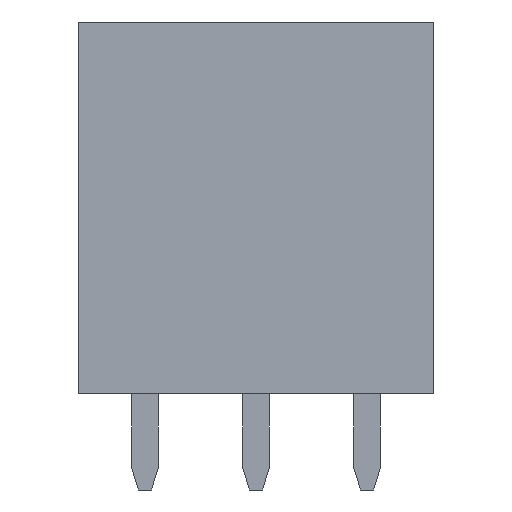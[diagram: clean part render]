
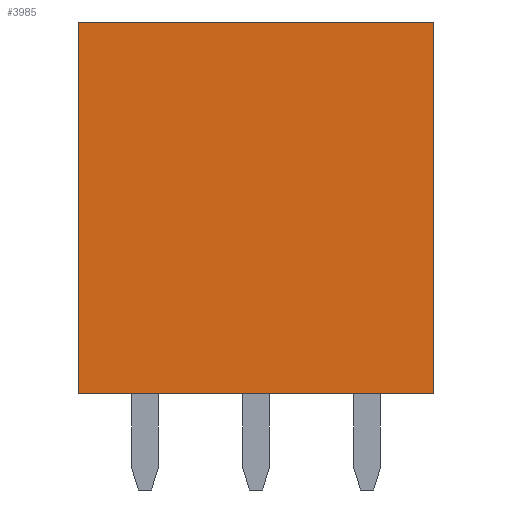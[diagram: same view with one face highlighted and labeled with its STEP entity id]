
A CAD part, front view. The second image highlights one B-rep face of the part: STEP entity #3985.
In plain terms, the highlighted planar face has unit normal (0, -1, 0).
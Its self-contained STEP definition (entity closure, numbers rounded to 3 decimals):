
#125 = CARTESIAN_POINT ( 'NONE',  ( 6.6, -1.23, 0. ) ) ;
#277 = CARTESIAN_POINT ( 'NONE',  ( 6.6, -1.23, 0. ) ) ;
#314 = CARTESIAN_POINT ( 'NONE',  ( 6.6, -1.23, 8.5 ) ) ;
#374 = AXIS2_PLACEMENT_3D ( 'NONE', #125, #5078, #4178 ) ;
#387 = VECTOR ( 'NONE', #3423, 1000. ) ;
#438 = EDGE_LOOP ( 'NONE', ( #1124, #2514, #5203, #3331 ) ) ;
#891 = LINE ( 'NONE', #314, #387 ) ;
#969 = VERTEX_POINT ( 'NONE', #3376 ) ;
#985 = VERTEX_POINT ( 'NONE', #2042 ) ;
#1124 = ORIENTED_EDGE ( 'NONE', *, *, #1502, .T. ) ;
#1136 = EDGE_CURVE ( 'NONE', #2166, #5164, #1190, .T. ) ;
#1190 = LINE ( 'NONE', #4776, #5268 ) ;
#1502 = EDGE_CURVE ( 'NONE', #969, #2166, #891, .T. ) ;
#1569 = DIRECTION ( 'NONE',  ( 0., 0., -1. ) ) ;
#1702 = DIRECTION ( 'NONE',  ( 0., 0., -1. ) ) ;
#1731 = LINE ( 'NONE', #277, #3979 ) ;
#2042 = CARTESIAN_POINT ( 'NONE',  ( 6.6, -1.23, 0. ) ) ;
#2166 = VERTEX_POINT ( 'NONE', #2199 ) ;
#2199 = CARTESIAN_POINT ( 'NONE',  ( -1.52, -1.23, 8.5 ) ) ;
#2514 = ORIENTED_EDGE ( 'NONE', *, *, #1136, .T. ) ;
#3094 = EDGE_CURVE ( 'NONE', #985, #5164, #1731, .T. ) ;
#3331 = ORIENTED_EDGE ( 'NONE', *, *, #4159, .F. ) ;
#3376 = CARTESIAN_POINT ( 'NONE',  ( 6.6, -1.23, 8.5 ) ) ;
#3423 = DIRECTION ( 'NONE',  ( -1., 0., 0. ) ) ;
#3859 = CARTESIAN_POINT ( 'NONE',  ( 6.6, -1.23, 0. ) ) ;
#3892 = FACE_OUTER_BOUND ( 'NONE', #438, .T. ) ;
#3956 = LINE ( 'NONE', #3859, #4532 ) ;
#3979 = VECTOR ( 'NONE', #4850, 1000. ) ;
#3985 = ADVANCED_FACE ( 'NONE', ( #3892 ), #5149, .F. ) ;
#4128 = CARTESIAN_POINT ( 'NONE',  ( -1.52, -1.23, 0. ) ) ;
#4159 = EDGE_CURVE ( 'NONE', #969, #985, #3956, .T. ) ;
#4178 = DIRECTION ( 'NONE',  ( 0., 0., 1. ) ) ;
#4532 = VECTOR ( 'NONE', #1569, 1000. ) ;
#4776 = CARTESIAN_POINT ( 'NONE',  ( -1.52, -1.23, 0. ) ) ;
#4850 = DIRECTION ( 'NONE',  ( -1., 0., 0. ) ) ;
#5078 = DIRECTION ( 'NONE',  ( 0., 1., 0. ) ) ;
#5149 = PLANE ( 'NONE',  #374 ) ;
#5164 = VERTEX_POINT ( 'NONE', #4128 ) ;
#5203 = ORIENTED_EDGE ( 'NONE', *, *, #3094, .F. ) ;
#5268 = VECTOR ( 'NONE', #1702, 1000. ) ;
